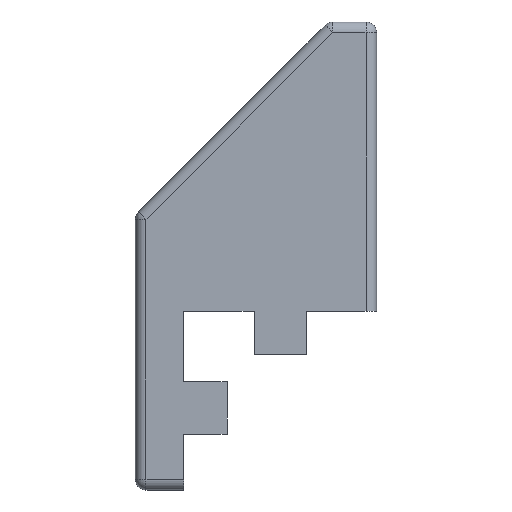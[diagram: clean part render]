
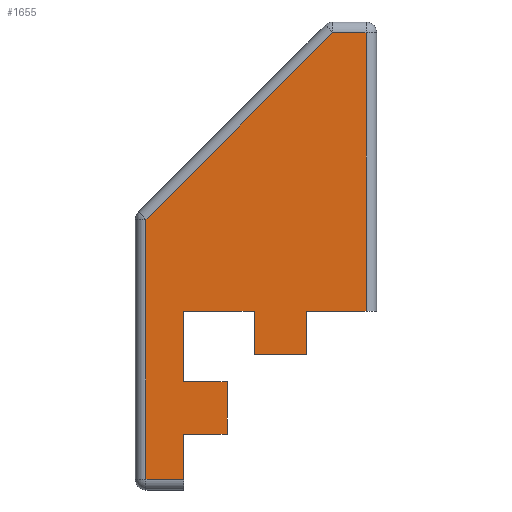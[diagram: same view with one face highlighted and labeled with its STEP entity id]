
A CAD part, left-side view. The second image highlights one B-rep face of the part: STEP entity #1655.
In plain terms, the highlighted planar face has unit normal (-1, 0, 0).
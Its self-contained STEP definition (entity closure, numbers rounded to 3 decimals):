
#41 = FACE_OUTER_BOUND ( 'NONE', #1778, .T. ) ;
#65 = CARTESIAN_POINT ( 'NONE',  ( 132., -2.7, 10. ) ) ;
#101 = CARTESIAN_POINT ( 'NONE',  ( 132., 0., -7.4 ) ) ;
#142 = EDGE_CURVE ( 'NONE', #781, #1875, #601, .T. ) ;
#143 = ORIENTED_EDGE ( 'NONE', *, *, #900, .T. ) ;
#155 = CARTESIAN_POINT ( 'NONE',  ( 132., 0., 38.9 ) ) ;
#173 = CARTESIAN_POINT ( 'NONE',  ( 132., -2.7, 5.5 ) ) ;
#197 = EDGE_CURVE ( 'NONE', #1875, #1112, #1110, .T. ) ;
#205 = DIRECTION ( 'NONE',  ( 0., 0.707, -0.707 ) ) ;
#213 = CARTESIAN_POINT ( 'NONE',  ( 132., 0., 0. ) ) ;
#223 = ORIENTED_EDGE ( 'NONE', *, *, #2102, .T. ) ;
#244 = LINE ( 'NONE', #978, #246 ) ;
#246 = VECTOR ( 'NONE', #2074, 1000. ) ;
#297 = VECTOR ( 'NONE', #1982, 1000. ) ;
#327 = VERTEX_POINT ( 'NONE', #1803 ) ;
#334 = EDGE_CURVE ( 'NONE', #1218, #910, #2372, .T. ) ;
#340 = DIRECTION ( 'NONE',  ( 0., 1., 0. ) ) ;
#375 = VERTEX_POINT ( 'NONE', #561 ) ;
#380 = CARTESIAN_POINT ( 'NONE',  ( 132., 2.7, 5.5 ) ) ;
#409 = VERTEX_POINT ( 'NONE', #1621 ) ;
#422 = CARTESIAN_POINT ( 'NONE',  ( 132., 5.5, 2.7 ) ) ;
#451 = VECTOR ( 'NONE', #2148, 1000. ) ;
#495 = VECTOR ( 'NONE', #1061, 1000. ) ;
#544 = LINE ( 'NONE', #1253, #495 ) ;
#561 = CARTESIAN_POINT ( 'NONE',  ( 132., -8.9, 10. ) ) ;
#572 = ORIENTED_EDGE ( 'NONE', *, *, #1487, .T. ) ;
#599 = CARTESIAN_POINT ( 'NONE',  ( 132., 2.7, 5.5 ) ) ;
#601 = LINE ( 'NONE', #958, #2010 ) ;
#609 = VECTOR ( 'NONE', #1078, 1000. ) ;
#643 = VERTEX_POINT ( 'NONE', #819 ) ;
#669 = DIRECTION ( 'NONE',  ( 0., 0., 1. ) ) ;
#695 = ORIENTED_EDGE ( 'NONE', *, *, #197, .T. ) ;
#753 = VECTOR ( 'NONE', #205, 1000. ) ;
#761 = DIRECTION ( 'NONE',  ( 0., -1., 0. ) ) ;
#767 = VECTOR ( 'NONE', #2258, 1000. ) ;
#781 = VERTEX_POINT ( 'NONE', #1456 ) ;
#799 = PLANE ( 'NONE',  #1936 ) ;
#814 = VECTOR ( 'NONE', #2195, 1000. ) ;
#819 = CARTESIAN_POINT ( 'NONE',  ( 132., 5.5, -2.7 ) ) ;
#826 = ORIENTED_EDGE ( 'NONE', *, *, #1800, .T. ) ;
#879 = LINE ( 'NONE', #1424, #297 ) ;
#884 = EDGE_CURVE ( 'NONE', #910, #375, #1584, .T. ) ;
#890 = CARTESIAN_POINT ( 'NONE',  ( 132., 2.7, 10. ) ) ;
#898 = CARTESIAN_POINT ( 'NONE',  ( 132., 5.5, -2.7 ) ) ;
#900 = EDGE_CURVE ( 'NONE', #409, #2181, #1205, .T. ) ;
#910 = VERTEX_POINT ( 'NONE', #1762 ) ;
#942 = ORIENTED_EDGE ( 'NONE', *, *, #2384, .T. ) ;
#947 = ORIENTED_EDGE ( 'NONE', *, *, #884, .T. ) ;
#958 = CARTESIAN_POINT ( 'NONE',  ( 132., 10., 10. ) ) ;
#978 = CARTESIAN_POINT ( 'NONE',  ( 132., 10., 2.7 ) ) ;
#983 = ORIENTED_EDGE ( 'NONE', *, *, #1892, .T. ) ;
#991 = VERTEX_POINT ( 'NONE', #1794 ) ;
#1009 = ORIENTED_EDGE ( 'NONE', *, *, #1305, .T. ) ;
#1022 = VERTEX_POINT ( 'NONE', #1654 ) ;
#1032 = EDGE_CURVE ( 'NONE', #991, #1213, #2015, .T. ) ;
#1061 = DIRECTION ( 'NONE',  ( 0., 0., 1. ) ) ;
#1064 = CARTESIAN_POINT ( 'NONE',  ( 132., 13.9, -7.4 ) ) ;
#1078 = DIRECTION ( 'NONE',  ( 0., -1., 0. ) ) ;
#1110 = LINE ( 'NONE', #380, #2212 ) ;
#1112 = VERTEX_POINT ( 'NONE', #2132 ) ;
#1134 = CARTESIAN_POINT ( 'NONE',  ( 132., 16.722, 16.722 ) ) ;
#1167 = DIRECTION ( 'NONE',  ( 0., 0., 1. ) ) ;
#1186 = EDGE_CURVE ( 'NONE', #2022, #643, #1612, .T. ) ;
#1205 = LINE ( 'NONE', #1972, #1631 ) ;
#1213 = VERTEX_POINT ( 'NONE', #2020 ) ;
#1218 = VERTEX_POINT ( 'NONE', #173 ) ;
#1230 = ORIENTED_EDGE ( 'NONE', *, *, #334, .T. ) ;
#1253 = CARTESIAN_POINT ( 'NONE',  ( 132., -8.9, 0. ) ) ;
#1305 = EDGE_CURVE ( 'NONE', #643, #2003, #1998, .T. ) ;
#1346 = CARTESIAN_POINT ( 'NONE',  ( 132., 10., -2.7 ) ) ;
#1359 = DIRECTION ( 'NONE',  ( 0., 0., -1. ) ) ;
#1381 = CARTESIAN_POINT ( 'NONE',  ( 132., 10., -2.7 ) ) ;
#1409 = LINE ( 'NONE', #2112, #2045 ) ;
#1424 = CARTESIAN_POINT ( 'NONE',  ( 132., 10., 2.7 ) ) ;
#1456 = CARTESIAN_POINT ( 'NONE',  ( 132., 10., 10. ) ) ;
#1487 = EDGE_CURVE ( 'NONE', #375, #991, #544, .T. ) ;
#1527 = DIRECTION ( 'NONE',  ( 0., 0., -1. ) ) ;
#1584 = LINE ( 'NONE', #65, #451 ) ;
#1609 = ORIENTED_EDGE ( 'NONE', *, *, #2238, .T. ) ;
#1612 = LINE ( 'NONE', #1381, #814 ) ;
#1621 = CARTESIAN_POINT ( 'NONE',  ( 132., 13.9, 19.544 ) ) ;
#1631 = VECTOR ( 'NONE', #1948, 1000. ) ;
#1652 = ORIENTED_EDGE ( 'NONE', *, *, #142, .T. ) ;
#1654 = CARTESIAN_POINT ( 'NONE',  ( 132., 10., 2.7 ) ) ;
#1655 = ADVANCED_FACE ( 'NONE', ( #41 ), #799, .F. ) ;
#1664 = VECTOR ( 'NONE', #1167, 1000. ) ;
#1675 = LINE ( 'NONE', #1134, #753 ) ;
#1742 = VECTOR ( 'NONE', #340, 1000. ) ;
#1760 = LINE ( 'NONE', #101, #609 ) ;
#1761 = CARTESIAN_POINT ( 'NONE',  ( 132., -2.7, 5.5 ) ) ;
#1762 = CARTESIAN_POINT ( 'NONE',  ( 132., -2.7, 10. ) ) ;
#1778 = EDGE_LOOP ( 'NONE', ( #947, #572, #2063, #942, #143, #983, #223, #2230, #1009, #826, #1609, #1652, #695, #1818, #1230 ) ) ;
#1794 = CARTESIAN_POINT ( 'NONE',  ( 132., -8.9, 38.9 ) ) ;
#1800 = EDGE_CURVE ( 'NONE', #2003, #1022, #879, .T. ) ;
#1803 = CARTESIAN_POINT ( 'NONE',  ( 132., 10., -7.4 ) ) ;
#1818 = ORIENTED_EDGE ( 'NONE', *, *, #1993, .T. ) ;
#1875 = VERTEX_POINT ( 'NONE', #890 ) ;
#1892 = EDGE_CURVE ( 'NONE', #2181, #327, #1760, .T. ) ;
#1919 = DIRECTION ( 'NONE',  ( 1., 0., 0. ) ) ;
#1936 = AXIS2_PLACEMENT_3D ( 'NONE', #213, #1919, #1359 ) ;
#1948 = DIRECTION ( 'NONE',  ( 0., 0., -1. ) ) ;
#1972 = CARTESIAN_POINT ( 'NONE',  ( 132., 13.9, 0. ) ) ;
#1982 = DIRECTION ( 'NONE',  ( 0., 1., 0. ) ) ;
#1993 = EDGE_CURVE ( 'NONE', #1112, #1218, #2089, .T. ) ;
#1998 = LINE ( 'NONE', #898, #2327 ) ;
#2003 = VERTEX_POINT ( 'NONE', #422 ) ;
#2010 = VECTOR ( 'NONE', #761, 1000. ) ;
#2015 = LINE ( 'NONE', #155, #1742 ) ;
#2020 = CARTESIAN_POINT ( 'NONE',  ( 132., -5.456, 38.9 ) ) ;
#2022 = VERTEX_POINT ( 'NONE', #1346 ) ;
#2045 = VECTOR ( 'NONE', #669, 1000. ) ;
#2063 = ORIENTED_EDGE ( 'NONE', *, *, #1032, .T. ) ;
#2074 = DIRECTION ( 'NONE',  ( 0., 0., 1. ) ) ;
#2089 = LINE ( 'NONE', #599, #767 ) ;
#2102 = EDGE_CURVE ( 'NONE', #327, #2022, #1409, .T. ) ;
#2112 = CARTESIAN_POINT ( 'NONE',  ( 132., 10., -2.7 ) ) ;
#2132 = CARTESIAN_POINT ( 'NONE',  ( 132., 2.7, 5.5 ) ) ;
#2148 = DIRECTION ( 'NONE',  ( 0., -1., 0. ) ) ;
#2181 = VERTEX_POINT ( 'NONE', #1064 ) ;
#2195 = DIRECTION ( 'NONE',  ( 0., -1., 0. ) ) ;
#2212 = VECTOR ( 'NONE', #1527, 1000. ) ;
#2230 = ORIENTED_EDGE ( 'NONE', *, *, #1186, .T. ) ;
#2238 = EDGE_CURVE ( 'NONE', #1022, #781, #244, .T. ) ;
#2258 = DIRECTION ( 'NONE',  ( 0., -1., 0. ) ) ;
#2327 = VECTOR ( 'NONE', #2382, 1000. ) ;
#2372 = LINE ( 'NONE', #1761, #1664 ) ;
#2382 = DIRECTION ( 'NONE',  ( 0., 0., 1. ) ) ;
#2384 = EDGE_CURVE ( 'NONE', #1213, #409, #1675, .T. ) ;
